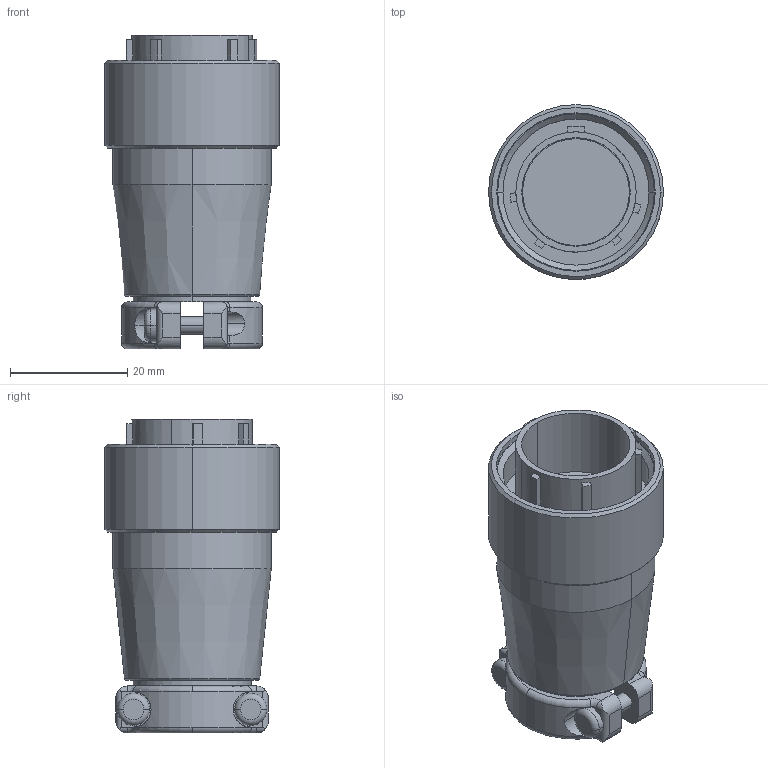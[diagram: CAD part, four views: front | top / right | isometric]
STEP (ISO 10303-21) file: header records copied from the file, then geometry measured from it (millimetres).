
FILE_DESCRIPTION(('CoCreate Modeling STEP Export'),'2;1');
FILE_NAME('JR21PK-16P.stp','2011-10-12T16:22:23',(''),(''),'CoCreate Modeling STEP processor for AP214 (Solid Model)','CoCreate Modeling 17.0 01-Apr-2010 (C) Parametric Technology GmbH','');
FILE_SCHEMA(('AUTOMOTIVE_DESIGN { 1 0 10303 214 1 1 1 1 }'));
Length unit declared in the file: millimetre
Products named in the file (1): JR21PK-16P
Bounding box: 29.8 x 29.77 x 53.5 mm (x, y, z)
Volume: 22805.4 mm3; surface area: 8478.6 mm2
Topology: 1 solids, 1 shells, 155 faces, 396 edges, 254 vertices
Faces by surface type: cylinder 72, plane 52, torus 23, cone 8
Entity records: 5876 total; most frequent: CARTESIAN_POINT 2317, ORIENTED_EDGE 792, DIRECTION 687, EDGE_CURVE 396, AXIS2_PLACEMENT_3D 260, VERTEX_POINT 254, EDGE_LOOP 170, VECTOR 167
